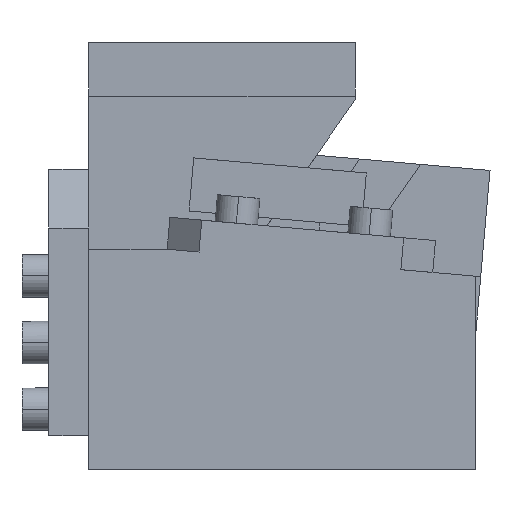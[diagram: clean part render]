
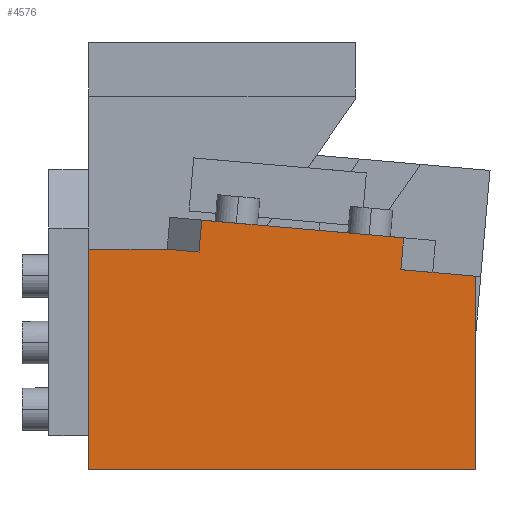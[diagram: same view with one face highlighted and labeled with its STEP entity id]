
A CAD part, front view. The second image highlights one B-rep face of the part: STEP entity #4576.
In plain terms, the highlighted planar face has unit normal (0, -1, 0).
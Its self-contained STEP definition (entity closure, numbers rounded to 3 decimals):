
#170=CARTESIAN_POINT('Vertex',(42.442,0.,93.447)) ;
#173=CARTESIAN_POINT('Line Origine',(80.297,0.,90.135)) ;
#177=CARTESIAN_POINT('Vertex',(118.152,0.,86.823)) ;
#1834=CARTESIAN_POINT('Vertex',(41.396,0.,81.493)) ;
#1837=CARTESIAN_POINT('Line Origine',(41.919,0.,87.47)) ;
#1879=CARTESIAN_POINT('Vertex',(29.885,0.,82.5)) ;
#1882=CARTESIAN_POINT('Line Origine',(35.64,0.,81.996)) ;
#1987=CARTESIAN_POINT('Vertex',(0.,0.,82.5)) ;
#1990=CARTESIAN_POINT('Line Origine',(14.942,0.,82.5)) ;
#3378=CARTESIAN_POINT('Vertex',(0.,0.,0.)) ;
#3381=CARTESIAN_POINT('Line Origine',(0.,0.,41.25)) ;
#3450=CARTESIAN_POINT('Vertex',(145.,0.,72.429)) ;
#3453=CARTESIAN_POINT('Line Origine',(145.,0.,36.214)) ;
#3457=CARTESIAN_POINT('Vertex',(145.,0.,0.)) ;
#4512=CARTESIAN_POINT('Line Origine',(72.5,0.,0.)) ;
#4548=CARTESIAN_POINT('Axis2P3D Location',(0.,0.,0.)) ;
#4553=CARTESIAN_POINT('Line Origine',(131.053,0.,73.649)) ;
#4557=CARTESIAN_POINT('Vertex',(117.107,0.,74.869)) ;
#4560=CARTESIAN_POINT('Line Origine',(117.629,0.,80.846)) ;
#174=DIRECTION('Vector Direction',(0.996,0.,-0.087)) ;
#1838=DIRECTION('Vector Direction',(0.087,0.,0.996)) ;
#1883=DIRECTION('Vector Direction',(0.996,0.,-0.087)) ;
#1991=DIRECTION('Vector Direction',(-1.,0.,0.)) ;
#3382=DIRECTION('Vector Direction',(0.,0.,-1.)) ;
#3454=DIRECTION('Vector Direction',(0.,0.,-1.)) ;
#4513=DIRECTION('Vector Direction',(-1.,0.,0.)) ;
#4549=DIRECTION('Axis2P3D Direction',(0.,-1.,0.)) ;
#4550=DIRECTION('Axis2P3D XDirection',(1.,0.,0.)) ;
#4554=DIRECTION('Vector Direction',(-0.996,0.,0.087)) ;
#4561=DIRECTION('Vector Direction',(-0.087,0.,-0.996)) ;
#4551=AXIS2_PLACEMENT_3D('Plane Axis2P3D',#4548,#4549,#4550) ;
#4566=ORIENTED_EDGE('',*,*,#3459,.F.) ;
#4567=ORIENTED_EDGE('',*,*,#4559,.T.) ;
#4568=ORIENTED_EDGE('',*,*,#4564,.F.) ;
#4569=ORIENTED_EDGE('',*,*,#179,.F.) ;
#4570=ORIENTED_EDGE('',*,*,#1841,.F.) ;
#4571=ORIENTED_EDGE('',*,*,#1886,.F.) ;
#4572=ORIENTED_EDGE('',*,*,#1994,.T.) ;
#4573=ORIENTED_EDGE('',*,*,#3385,.T.) ;
#4574=ORIENTED_EDGE('',*,*,#4516,.F.) ;
#175=VECTOR('Line Direction',#174,1.) ;
#1839=VECTOR('Line Direction',#1838,1.) ;
#1884=VECTOR('Line Direction',#1883,1.) ;
#1992=VECTOR('Line Direction',#1991,1.) ;
#3383=VECTOR('Line Direction',#3382,1.) ;
#3455=VECTOR('Line Direction',#3454,1.) ;
#4514=VECTOR('Line Direction',#4513,1.) ;
#4555=VECTOR('Line Direction',#4554,1.) ;
#4562=VECTOR('Line Direction',#4561,1.) ;
#4576=ADVANCED_FACE('CAM HOLDER',(#4575),#4552,.T.) ;
#179=EDGE_CURVE('',#171,#178,#176,.T.) ;
#1841=EDGE_CURVE('',#1835,#171,#1840,.T.) ;
#1886=EDGE_CURVE('',#1880,#1835,#1885,.T.) ;
#1994=EDGE_CURVE('',#1880,#1988,#1993,.T.) ;
#3385=EDGE_CURVE('',#1988,#3379,#3384,.T.) ;
#3459=EDGE_CURVE('',#3451,#3458,#3456,.T.) ;
#4516=EDGE_CURVE('',#3458,#3379,#4515,.T.) ;
#4559=EDGE_CURVE('',#3451,#4558,#4556,.T.) ;
#4564=EDGE_CURVE('',#178,#4558,#4563,.T.) ;
#4565=EDGE_LOOP('',(#4566,#4567,#4568,#4569,#4570,#4571,#4572,#4573,#4574)) ;
#4575=FACE_OUTER_BOUND('',#4565,.T.) ;
#176=LINE('Line',#173,#175) ;
#1840=LINE('Line',#1837,#1839) ;
#1885=LINE('Line',#1882,#1884) ;
#1993=LINE('Line',#1990,#1992) ;
#3384=LINE('Line',#3381,#3383) ;
#3456=LINE('Line',#3453,#3455) ;
#4515=LINE('Line',#4512,#4514) ;
#4556=LINE('Line',#4553,#4555) ;
#4563=LINE('Line',#4560,#4562) ;
#4552=PLANE('Plane',#4551) ;
#171=VERTEX_POINT('',#170) ;
#178=VERTEX_POINT('',#177) ;
#1835=VERTEX_POINT('',#1834) ;
#1880=VERTEX_POINT('',#1879) ;
#1988=VERTEX_POINT('',#1987) ;
#3379=VERTEX_POINT('',#3378) ;
#3451=VERTEX_POINT('',#3450) ;
#3458=VERTEX_POINT('',#3457) ;
#4558=VERTEX_POINT('',#4557) ;
